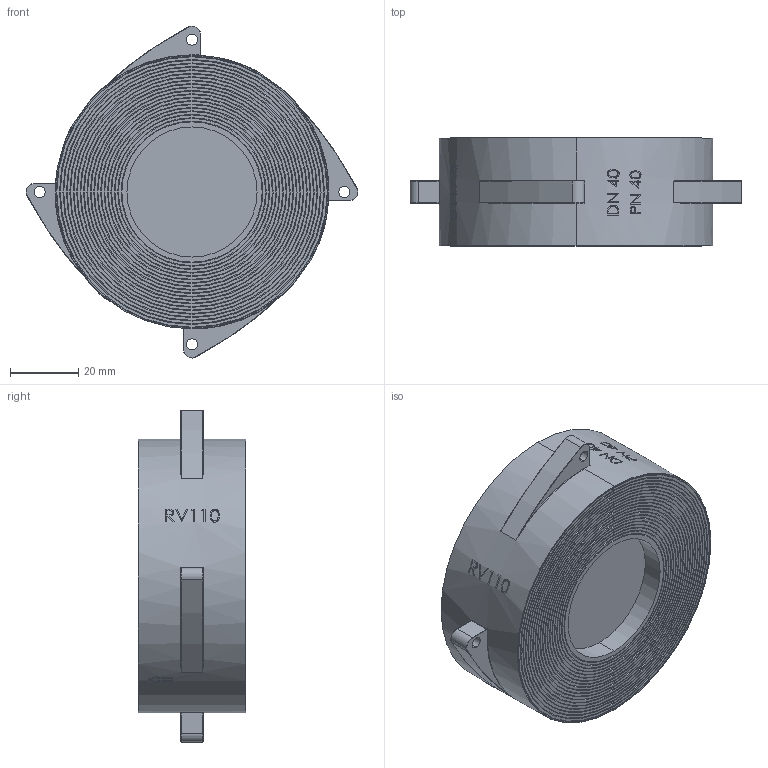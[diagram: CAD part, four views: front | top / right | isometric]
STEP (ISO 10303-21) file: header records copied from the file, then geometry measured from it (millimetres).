
FILE_DESCRIPTION (( 'STEP AP214' ), '1' );
FILE_NAME ('RV110-DN40-PN40-Disco-Rückschlagventil-Fergo.STEP', '2022-11-03T13:32:45', ( '' ), ( '' ), 'SwSTEP 2.0', 'SolidWorks 2022', '' );
FILE_SCHEMA (( 'AUTOMOTIVE_DESIGN' ));
Length unit declared in the file: millimetre
Products named in the file (1): RV110-DN40-PN40-Disco-Rückschlagventil-Fergo
Bounding box: 97 x 31.5 x 97 mm (x, y, z)
Volume: 148583 mm3; surface area: 21927.9 mm2
Topology: 1 solids, 1 shells, 244 faces, 675 edges, 494 vertices
Faces by surface type: torus 94, cylinder 70, plane 62, bspline 18
Entity records: 11664 total; most frequent: CARTESIAN_POINT 5463, ORIENTED_EDGE 1334, DIRECTION 1230, EDGE_CURVE 667, AXIS2_PLACEMENT_3D 573, VERTEX_POINT 494, CIRCLE 346, EDGE_LOOP 321
